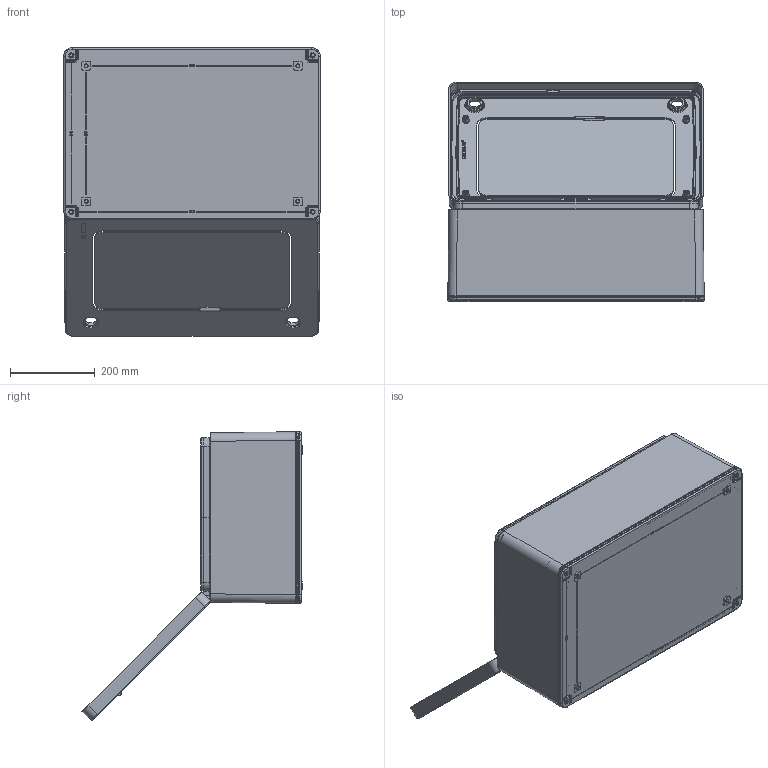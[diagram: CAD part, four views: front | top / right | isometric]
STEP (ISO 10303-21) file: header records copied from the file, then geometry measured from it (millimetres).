
FILE_DESCRIPTION (( 'STEP AP214' ), '1' );
FILE_NAME ('22406000.STEP', '2008-11-12T08:31:29', ( ' ' ), ( '' ), 'SwSTEP 2.0', 'SolidWorks 2008', '' );
FILE_SCHEMA (( 'AUTOMOTIVE_DESIGN' ));
Length unit declared in the file: millimetre
Products named in the file (19): 86226_Standard; 94287_Standard; 82007_Standard; 95032_Standard; 95030_Standard; 82382_Standard; 82210_Standard; 82209_Standard; 26600_Standard; 94203_Standard; 86232_Standard; 51709_Standard; 25600-Gehäuserahmen_Standard; 25600_Standard; 22406000; 86227_Standard; 25600-Gehäuseunterteil_Standard
Assembly tree (33 placements, depth 4):
  22406000
    95030_Standard  x3
    51709_Standard
      82382_Standard
      94203_Standard
      82209_Standard
      26600_Standard
        86232_Standard  x6
        26600_Standard
      82210_Standard
    25600_Standard
      82007_Standard
      25600-Gehäuserahmen_Standard
      25600-Gehäuseunterteil_Standard
        86226_Standard  x4
        86227_Standard  x4
        25600-Gehäuseunterteil_Standard
      94287_Standard
    95032_Standard  x3
Bounding box: 606 x 519.52 x 681.96 mm (x, y, z)
Volume: 4071565.2 mm3; surface area: 2223379.2 mm2
Topology: 29 solids, 29 shells, 5884 faces, 13697 edges, 7831 vertices
Faces by surface type: plane 2921, cylinder 1306, bspline 1178, cone 230, torus 132, sphere 117
Entity records: 151791 total; most frequent: CARTESIAN_POINT 70556, ORIENTED_EDGE 18818, DIRECTION 14575, EDGE_CURVE 9409, VERTEX_POINT 5531, AXIS2_PLACEMENT_3D 5315, EDGE_LOOP 4136, FACE_OUTER_BOUND 4006
